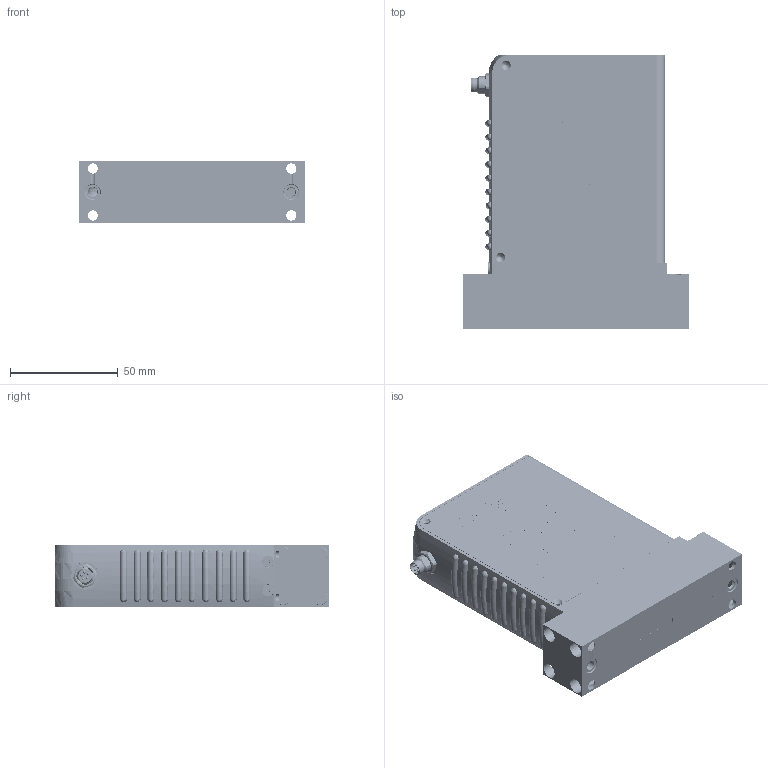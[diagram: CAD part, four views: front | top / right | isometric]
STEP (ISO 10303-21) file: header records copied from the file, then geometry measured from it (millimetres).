
FILE_DESCRIPTION (( 'STEP AP203' ), '1' );
FILE_NAME ('GF100-GF120-GF125-CX-E0.STEP', '2022-03-24T14:30:00', ( '' ), ( '' ), 'SwSTEP 2.0', 'SolidWorks 2020', '' );
FILE_SCHEMA (( 'CONFIG_CONTROL_DESIGN' ));
Products named in the file (1): GF100-GF120-GF125-CX-E0
Bounding box: 104.95 x 127 x 28.45 mm (x, y, z)
Surface area: 84610.3 mm2 (no closed solid volume)
Topology: 0 solids, 171 shells, 7396 faces, 19575 edges, 12885 vertices
Faces by surface type: plane 4240, bspline 1809, cylinder 979, cone 185, torus 160, sphere 23
Entity records: 288770 total; most frequent: CARTESIAN_POINT 118888, ORIENTED_EDGE 39018, DIRECTION 27728, EDGE_CURVE 19513, VERTEX_POINT 12865, VECTOR 12614, LINE 12614, EDGE_LOOP 8097
